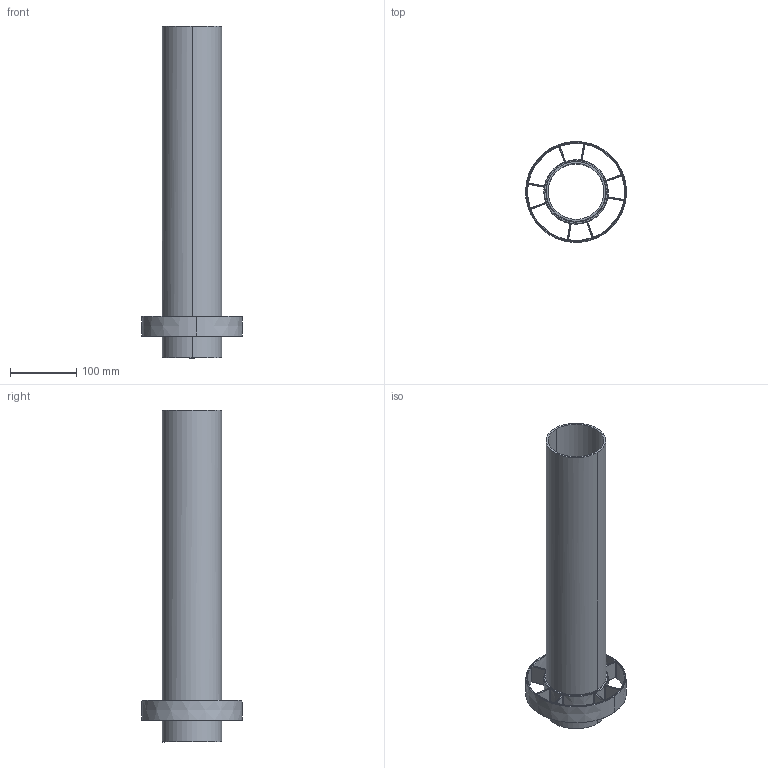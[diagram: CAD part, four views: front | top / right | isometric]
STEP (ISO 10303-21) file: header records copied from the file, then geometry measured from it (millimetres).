
FILE_DESCRIPTION(('Creo Elements/Direct Modeling STEP Export'),'2;1');
FILE_NAME('0093.1522 PPB 30 VS Verlängerungsset Rohbauhülse 800mm.stp','2018-01-19T15:47:39',(''),(''),'PTC Creo Elements/Direct Modeling STEP processor for AP214 (Solid Model)','PTC Creo Elements/Direct Modeling 19.0C 15-Aug-2015 (C) Parametric Technology GmbH','');
FILE_SCHEMA(('AUTOMOTIVE_DESIGN { 1 0 10303 214 1 1 1 1 }'));
Length unit declared in the file: millimetre
Products named in the file (2): 0059.1190.0000_PVC-Rohr_90x3-200mm
Assembly tree (1 placements, depth 2):
  0059.1190.0000_PVC-Rohr_90x3-200mm
    0059.1190.0000_PVC-Rohr_90x3-200mm
Bounding box: 151.69 x 151.53 x 500 mm (x, y, z)
Volume: 483209.8 mm3; surface area: 320344.7 mm2
Topology: 1 solids, 1 shells, 200 faces, 480 edges, 236 vertices
Faces by surface type: bspline 96, cylinder 38, torus 24, cone 22, plane 20
Entity records: 29429 total; most frequent: CARTESIAN_POINT 24610, ORIENTED_EDGE 864, EDGE_CURVE 432, DIRECTION 384, VERTEX_POINT 236, EDGE_LOOP 220, FACE_OUTER_BOUND 200, ADVANCED_FACE 200
